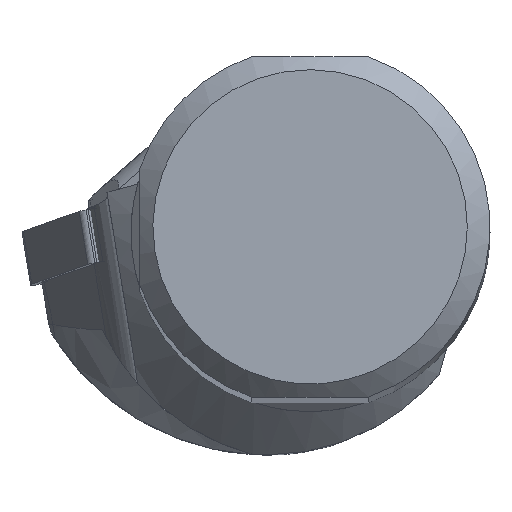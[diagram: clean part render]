
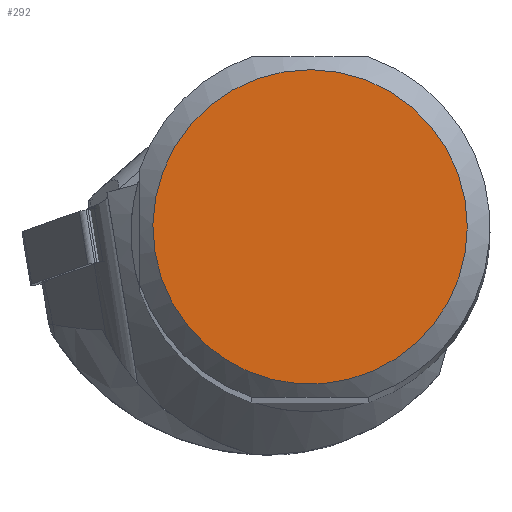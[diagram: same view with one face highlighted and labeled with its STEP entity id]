
A CAD part, top view. The second image highlights one B-rep face of the part: STEP entity #292.
In plain terms, the highlighted planar face has unit normal (0, 0, 1).
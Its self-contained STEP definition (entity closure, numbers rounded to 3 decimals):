
#204=FACE_OUTER_BOUND('',#729,.T.);
#292=ADVANCED_FACE('CU_SU_BP3',(#204),#360,.T.);
#360=PLANE('',#1912);
#729=EDGE_LOOP('',(#1020));
#1020=ORIENTED_EDGE('',*,*,#1590,.T.);
#1388=VERTEX_POINT('',#2924);
#1590=EDGE_CURVE('',#1388,#1388,#1711,.T.);
#1711=CIRCLE('',#1911,13.864);
#1911=AXIS2_PLACEMENT_3D('',#2923,#2276,#2277);
#1912=AXIS2_PLACEMENT_3D('',#2925,#2278,#2279);
#2276=DIRECTION('',(0.,0.,1.));
#2277=DIRECTION('',(1.,0.,0.));
#2278=DIRECTION('',(0.,0.,1.));
#2279=DIRECTION('',(1.,0.,0.));
#2923=CARTESIAN_POINT('',(0.,0.,0.));
#2924=CARTESIAN_POINT('',(13.864,0.,0.));
#2925=CARTESIAN_POINT('',(0.,0.,
0.));
